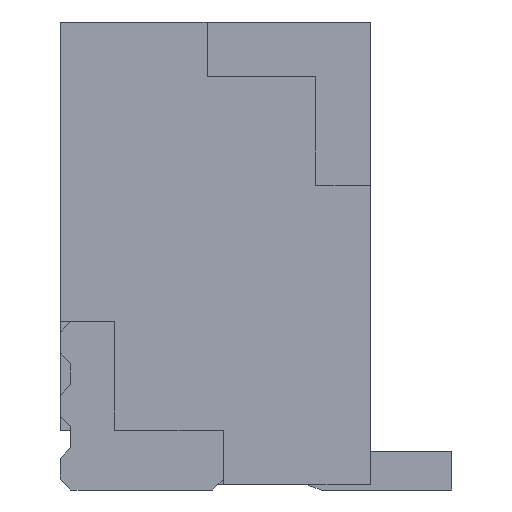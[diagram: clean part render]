
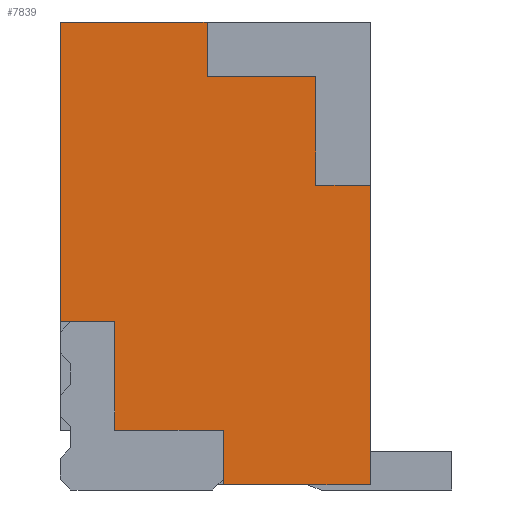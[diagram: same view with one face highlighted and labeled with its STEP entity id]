
A CAD part, left-side view. The second image highlights one B-rep face of the part: STEP entity #7839.
In plain terms, the highlighted planar face has unit normal (-1, 0, 0).
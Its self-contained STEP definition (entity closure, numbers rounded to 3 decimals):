
#258=FACE_OUTER_BOUND('',#676,.T.);
#676=EDGE_LOOP('',(#6029,#6030,#6031,#6032,#6033,#6034,#6035,#6036,#6037,
#6038,#6039,#6040));
#1344=LINE('',#11268,#2426);
#1374=LINE('',#11329,#2456);
#1426=LINE('',#11435,#2508);
#1433=LINE('',#11448,#2515);
#1436=LINE('',#11453,#2518);
#1438=LINE('',#11457,#2520);
#1441=LINE('',#11465,#2523);
#1445=LINE('',#11473,#2527);
#1448=LINE('',#11479,#2530);
#1451=LINE('',#11484,#2533);
#1515=LINE('',#11611,#2597);
#1516=LINE('',#11613,#2598);
#2426=VECTOR('',#9242,2.75);
#2456=VECTOR('',#9290,1.35);
#2508=VECTOR('',#9374,0.5);
#2515=VECTOR('',#9387,0.5);
#2518=VECTOR('',#9392,1.);
#2520=VECTOR('',#9398,1.);
#2523=VECTOR('',#9405,0.5);
#2527=VECTOR('',#9411,1.);
#2530=VECTOR('',#9416,1.);
#2533=VECTOR('',#9421,0.5);
#2597=VECTOR('',#9489,1.35);
#2598=VECTOR('',#9492,2.75);
#3356=VERTEX_POINT('',#11265);
#3357=VERTEX_POINT('',#11267);
#3374=VERTEX_POINT('',#11317);
#3416=VERTEX_POINT('',#11432);
#3417=VERTEX_POINT('',#11434);
#3420=VERTEX_POINT('',#11446);
#3421=VERTEX_POINT('',#11451);
#3423=VERTEX_POINT('',#11463);
#3424=VERTEX_POINT('',#11464);
#3427=VERTEX_POINT('',#11472);
#3429=VERTEX_POINT('',#11478);
#3491=VERTEX_POINT('',#11609);
#4230=EDGE_CURVE('',#3357,#3356,#1344,.T.);
#4260=EDGE_CURVE('',#3374,#3357,#1374,.T.);
#4312=EDGE_CURVE('',#3417,#3416,#1426,.T.);
#4319=EDGE_CURVE('',#3356,#3420,#1433,.T.);
#4322=EDGE_CURVE('',#3420,#3421,#1436,.T.);
#4324=EDGE_CURVE('',#3421,#3417,#1438,.T.);
#4327=EDGE_CURVE('',#3423,#3424,#1441,.T.);
#4331=EDGE_CURVE('',#3424,#3427,#1445,.T.);
#4334=EDGE_CURVE('',#3427,#3429,#1448,.T.);
#4337=EDGE_CURVE('',#3429,#3374,#1451,.T.);
#4401=EDGE_CURVE('',#3416,#3491,#1515,.T.);
#4402=EDGE_CURVE('',#3491,#3423,#1516,.T.);
#6029=ORIENTED_EDGE('',*,*,#4319,.T.);
#6030=ORIENTED_EDGE('',*,*,#4322,.T.);
#6031=ORIENTED_EDGE('',*,*,#4324,.T.);
#6032=ORIENTED_EDGE('',*,*,#4312,.T.);
#6033=ORIENTED_EDGE('',*,*,#4401,.T.);
#6034=ORIENTED_EDGE('',*,*,#4402,.T.);
#6035=ORIENTED_EDGE('',*,*,#4327,.T.);
#6036=ORIENTED_EDGE('',*,*,#4331,.T.);
#6037=ORIENTED_EDGE('',*,*,#4334,.T.);
#6038=ORIENTED_EDGE('',*,*,#4337,.T.);
#6039=ORIENTED_EDGE('',*,*,#4260,.T.);
#6040=ORIENTED_EDGE('',*,*,#4230,.T.);
#7224=PLANE('',#8242);
#7839=ADVANCED_FACE('',(#258),#7224,.T.);
#8242=AXIS2_PLACEMENT_3D('',#11612,#9490,#9491);
#9242=DIRECTION('',(0.,0.,-1.));
#9290=DIRECTION('',(0.,1.,0.));
#9374=DIRECTION('',(0.,0.,-1.));
#9387=DIRECTION('',(0.,-1.,0.));
#9392=DIRECTION('',(0.,0.,-1.));
#9398=DIRECTION('',(0.,-1.,0.));
#9405=DIRECTION('',(0.,1.,0.));
#9411=DIRECTION('',(0.,0.,1.));
#9416=DIRECTION('',(0.,1.,0.));
#9421=DIRECTION('',(0.,0.,1.));
#9489=DIRECTION('',(0.,-1.,0.));
#9490=DIRECTION('center_axis',(-1.,0.,0.));
#9491=DIRECTION('ref_axis',(0.,0.,1.));
#9492=DIRECTION('',(0.,0.,1.));
#11265=CARTESIAN_POINT('',(-8.,2.9,1.5));
#11267=CARTESIAN_POINT('',(-8.,2.9,4.25));
#11268=CARTESIAN_POINT('',(-8.,2.9,4.25));
#11317=CARTESIAN_POINT('',(-8.,1.55,4.25));
#11329=CARTESIAN_POINT('',(-8.,0.05,4.25));
#11432=CARTESIAN_POINT('',(-8.,1.4,0.));
#11434=CARTESIAN_POINT('',(-8.,1.4,0.5));
#11435=CARTESIAN_POINT('',(-8.,1.4,0.986));
#11446=CARTESIAN_POINT('',(-8.,2.4,1.5));
#11448=CARTESIAN_POINT('',(-8.,1.931,1.5));
#11451=CARTESIAN_POINT('',(-8.,2.4,0.5));
#11453=CARTESIAN_POINT('',(-8.,2.4,1.236));
#11457=CARTESIAN_POINT('',(-8.,1.431,0.5));
#11463=CARTESIAN_POINT('',(-8.,0.05,2.75));
#11464=CARTESIAN_POINT('',(-8.,0.55,2.75));
#11465=CARTESIAN_POINT('',(-8.,1.006,2.75));
#11472=CARTESIAN_POINT('',(-8.,0.55,3.75));
#11473=CARTESIAN_POINT('',(-8.,0.55,2.861));
#11478=CARTESIAN_POINT('',(-8.,1.55,3.75));
#11479=CARTESIAN_POINT('',(-8.,1.506,3.75));
#11484=CARTESIAN_POINT('',(-8.,1.55,3.111));
#11609=CARTESIAN_POINT('',(-8.,0.05,0.));
#11611=CARTESIAN_POINT('',(-8.,2.4,0.));
#11612=CARTESIAN_POINT('Origin',(-8.,1.463,1.972));
#11613=CARTESIAN_POINT('',(-8.,0.05,0.));
